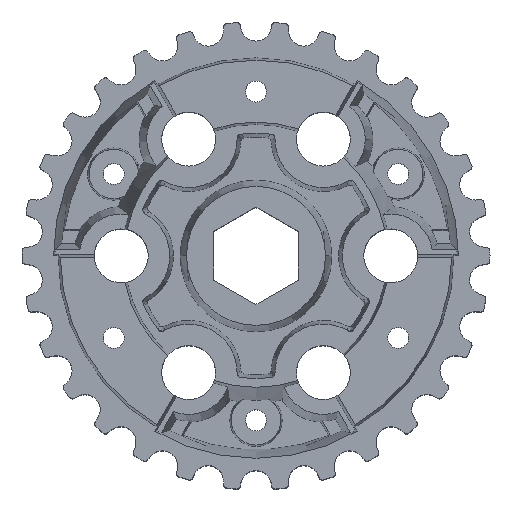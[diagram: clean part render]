
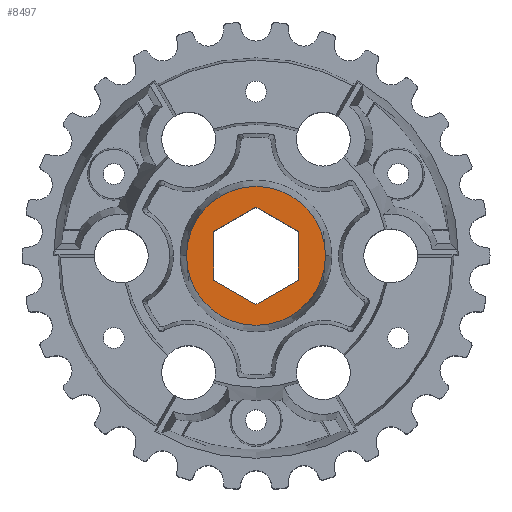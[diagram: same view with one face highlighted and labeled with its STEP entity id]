
A CAD part, top view. The second image highlights one B-rep face of the part: STEP entity #8497.
In plain terms, the highlighted planar face has unit normal (0, 0, 1).
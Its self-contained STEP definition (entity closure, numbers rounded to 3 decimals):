
#295 = ORIENTED_EDGE ( 'NONE', *, *, #10632, .F. ) ;
#354 = EDGE_CURVE ( 'NONE', #11384, #14342, #2126, .T. ) ;
#587 = VERTEX_POINT ( 'NONE', #16036 ) ;
#608 = FACE_BOUND ( 'NONE', #3744, .T. ) ;
#797 = CARTESIAN_POINT ( 'NONE',  ( -1.5, -17.211, 10.15 ) ) ;
#977 = CARTESIAN_POINT ( 'NONE',  ( -1.5, -14.324, 10.15 ) ) ;
#1530 = ORIENTED_EDGE ( 'NONE', *, *, #13047, .F. ) ;
#1531 = DIRECTION ( 'NONE',  ( -0.866, 0.5, 0. ) ) ;
#1558 = ORIENTED_EDGE ( 'NONE', *, *, #354, .F. ) ;
#2017 = FACE_OUTER_BOUND ( 'NONE', #9201, .T. ) ;
#2126 = LINE ( 'NONE', #15211, #3905 ) ;
#2928 = DIRECTION ( 'NONE',  ( 1., 0., 0. ) ) ;
#3224 = EDGE_CURVE ( 'NONE', #587, #16008, #10706, .T. ) ;
#3481 = AXIS2_PLACEMENT_3D ( 'NONE', #10580, #9458, #2928 ) ;
#3744 = EDGE_LOOP ( 'NONE', ( #11175, #295, #7129, #1558, #9636, #1530 ) ) ;
#3817 = CARTESIAN_POINT ( 'NONE',  ( -1.5, -11.437, 10.15 ) ) ;
#3905 = VECTOR ( 'NONE', #7624, 1000. ) ;
#3960 = VECTOR ( 'NONE', #13000, 1000. ) ;
#4095 = VERTEX_POINT ( 'NONE', #13121 ) ;
#4479 = DIRECTION ( 'NONE',  ( 0., -1., 0. ) ) ;
#4637 = CARTESIAN_POINT ( 'NONE',  ( -1.717, -17.086, 10.15 ) ) ;
#4701 = LINE ( 'NONE', #13269, #6517 ) ;
#4862 = CARTESIAN_POINT ( 'NONE',  ( -1.5, -14.324, 10.15 ) ) ;
#4889 = PLANE ( 'NONE',  #8707 ) ;
#5103 = CARTESIAN_POINT ( 'NONE',  ( 1., -12.881, 10.15 ) ) ;
#5139 = ORIENTED_EDGE ( 'NONE', *, *, #8647, .T. ) ;
#5188 = CIRCLE ( 'NONE', #3481, 4.124 ) ;
#5415 = VECTOR ( 'NONE', #4479, 1000. ) ;
#5582 = LINE ( 'NONE', #14425, #3960 ) ;
#5605 = CARTESIAN_POINT ( 'NONE',  ( -5.624, -14.324, 10.15 ) ) ;
#5685 = LINE ( 'NONE', #4637, #10440 ) ;
#6517 = VECTOR ( 'NONE', #8151, 1000. ) ;
#6630 = LINE ( 'NONE', #9562, #5415 ) ;
#6932 = VECTOR ( 'NONE', #1531, 1000. ) ;
#7129 = ORIENTED_EDGE ( 'NONE', *, *, #11535, .F. ) ;
#7355 = AXIS2_PLACEMENT_3D ( 'NONE', #4862, #15081, #7452 ) ;
#7370 = DIRECTION ( 'NONE',  ( 0., 0., 1. ) ) ;
#7401 = DIRECTION ( 'NONE',  ( 0.866, -0.5, 0. ) ) ;
#7452 = DIRECTION ( 'NONE',  ( 1., 0., 0. ) ) ;
#7624 = DIRECTION ( 'NONE',  ( 0., 1., 0. ) ) ;
#7853 = EDGE_CURVE ( 'NONE', #4095, #9052, #6630, .T. ) ;
#8151 = DIRECTION ( 'NONE',  ( -0.866, -0.5, 0. ) ) ;
#8497 = ADVANCED_FACE ( 'NONE', ( #608, #2017 ), #4889, .T. ) ;
#8647 = EDGE_CURVE ( 'NONE', #16008, #587, #5188, .T. ) ;
#8707 = AXIS2_PLACEMENT_3D ( 'NONE', #977, #7370, #9808 ) ;
#8757 = VERTEX_POINT ( 'NONE', #797 ) ;
#9028 = EDGE_CURVE ( 'NONE', #8757, #11384, #5582, .T. ) ;
#9052 = VERTEX_POINT ( 'NONE', #9269 ) ;
#9201 = EDGE_LOOP ( 'NONE', ( #11492, #5139 ) ) ;
#9269 = CARTESIAN_POINT ( 'NONE',  ( -4., -15.767, 10.15 ) ) ;
#9458 = DIRECTION ( 'NONE',  ( 0., 0., 1. ) ) ;
#9562 = CARTESIAN_POINT ( 'NONE',  ( -4., -12.881, 10.15 ) ) ;
#9636 = ORIENTED_EDGE ( 'NONE', *, *, #9028, .F. ) ;
#9808 = DIRECTION ( 'NONE',  ( -1., 0., 0. ) ) ;
#10440 = VECTOR ( 'NONE', #7401, 1000. ) ;
#10580 = CARTESIAN_POINT ( 'NONE',  ( -1.5, -14.324, 10.15 ) ) ;
#10632 = EDGE_CURVE ( 'NONE', #11737, #4095, #4701, .T. ) ;
#10706 = CIRCLE ( 'NONE', #7355, 4.124 ) ;
#11175 = ORIENTED_EDGE ( 'NONE', *, *, #7853, .F. ) ;
#11384 = VERTEX_POINT ( 'NONE', #15150 ) ;
#11492 = ORIENTED_EDGE ( 'NONE', *, *, #3224, .T. ) ;
#11535 = EDGE_CURVE ( 'NONE', #14342, #11737, #12666, .T. ) ;
#11737 = VERTEX_POINT ( 'NONE', #3817 ) ;
#12666 = LINE ( 'NONE', #13034, #6932 ) ;
#13000 = DIRECTION ( 'NONE',  ( 0.866, 0.5, 0. ) ) ;
#13034 = CARTESIAN_POINT ( 'NONE',  ( 1., -12.881, 10.15 ) ) ;
#13047 = EDGE_CURVE ( 'NONE', #9052, #8757, #5685, .T. ) ;
#13121 = CARTESIAN_POINT ( 'NONE',  ( -4., -12.881, 10.15 ) ) ;
#13269 = CARTESIAN_POINT ( 'NONE',  ( -1.5, -11.437, 10.15 ) ) ;
#14342 = VERTEX_POINT ( 'NONE', #5103 ) ;
#14425 = CARTESIAN_POINT ( 'NONE',  ( -1.5, -17.211, 10.15 ) ) ;
#15081 = DIRECTION ( 'NONE',  ( 0., 0., 1. ) ) ;
#15150 = CARTESIAN_POINT ( 'NONE',  ( 1., -15.767, 10.15 ) ) ;
#15211 = CARTESIAN_POINT ( 'NONE',  ( 1., -15.767, 10.15 ) ) ;
#16008 = VERTEX_POINT ( 'NONE', #5605 ) ;
#16036 = CARTESIAN_POINT ( 'NONE',  ( 2.624, -14.324, 10.15 ) ) ;
